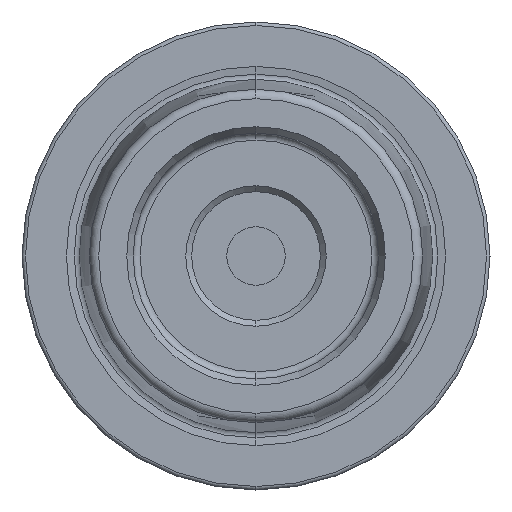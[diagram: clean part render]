
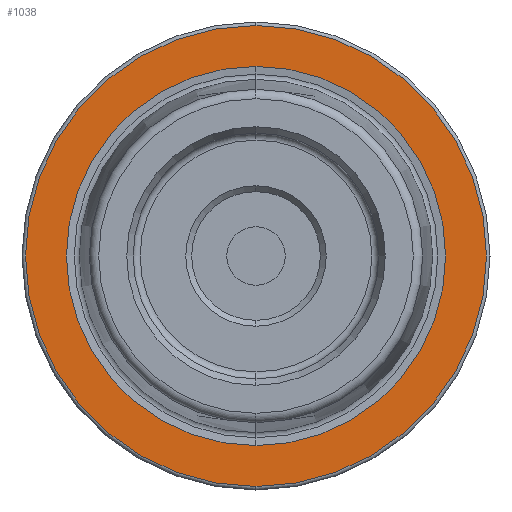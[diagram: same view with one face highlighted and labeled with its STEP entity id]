
A CAD part, left-side view. The second image highlights one B-rep face of the part: STEP entity #1038.
In plain terms, the highlighted planar face has unit normal (-1, 0, 0).
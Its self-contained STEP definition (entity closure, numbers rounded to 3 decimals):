
#85 = ORIENTED_EDGE ( 'NONE', *, *, #1554, .T. ) ;
#338 = CARTESIAN_POINT ( 'NONE',  ( 0., 19.7, 0. ) ) ;
#373 = DIRECTION ( 'NONE',  ( 0., 0., -1. ) ) ;
#581 = CIRCLE ( 'NONE', #3076, 16.207 ) ;
#589 = ORIENTED_EDGE ( 'NONE', *, *, #5404, .T. ) ;
#1038 = ADVANCED_FACE ( 'NONE', ( #3154, #5507 ), #5205, .F. ) ;
#1273 = AXIS2_PLACEMENT_3D ( 'NONE', #338, #3487, #373 ) ;
#1423 = DIRECTION ( 'NONE',  ( -1., 0., 0. ) ) ;
#1554 = EDGE_CURVE ( 'NONE', #3123, #2559, #2156, .T. ) ;
#1581 = CARTESIAN_POINT ( 'NONE',  ( 0., 0., 0. ) ) ;
#1775 = VERTEX_POINT ( 'NONE', #5079 ) ;
#1798 = DIRECTION ( 'NONE',  ( 0., 0., 1. ) ) ;
#1821 = DIRECTION ( 'NONE',  ( 0., 0., 1. ) ) ;
#2000 = ORIENTED_EDGE ( 'NONE', *, *, #2936, .F. ) ;
#2080 = AXIS2_PLACEMENT_3D ( 'NONE', #2650, #1423, #1821 ) ;
#2087 = DIRECTION ( 'NONE',  ( -1., 0., 0. ) ) ;
#2156 = CIRCLE ( 'NONE', #2080, 19.7 ) ;
#2479 = EDGE_LOOP ( 'NONE', ( #589, #85 ) ) ;
#2559 = VERTEX_POINT ( 'NONE', #3958 ) ;
#2572 = CARTESIAN_POINT ( 'NONE',  ( 0., 0., -16.207 ) ) ;
#2630 = DIRECTION ( 'NONE',  ( -1., 0., 0. ) ) ;
#2650 = CARTESIAN_POINT ( 'NONE',  ( 0., 0., 0. ) ) ;
#2732 = EDGE_LOOP ( 'NONE', ( #4603, #2000 ) ) ;
#2936 = EDGE_CURVE ( 'NONE', #4399, #1775, #3403, .T. ) ;
#3076 = AXIS2_PLACEMENT_3D ( 'NONE', #4036, #4461, #1798 ) ;
#3123 = VERTEX_POINT ( 'NONE', #3810 ) ;
#3154 = FACE_BOUND ( 'NONE', #2732, .T. ) ;
#3403 = CIRCLE ( 'NONE', #3938, 16.207 ) ;
#3487 = DIRECTION ( 'NONE',  ( 1., 0., 0. ) ) ;
#3810 = CARTESIAN_POINT ( 'NONE',  ( 0., 0., -19.7 ) ) ;
#3831 = DIRECTION ( 'NONE',  ( 0., 0., 1. ) ) ;
#3938 = AXIS2_PLACEMENT_3D ( 'NONE', #1581, #2087, #3831 ) ;
#3958 = CARTESIAN_POINT ( 'NONE',  ( 0., 0., 19.7 ) ) ;
#3986 = CIRCLE ( 'NONE', #4451, 19.7 ) ;
#4036 = CARTESIAN_POINT ( 'NONE',  ( 0., 0., 0. ) ) ;
#4127 = CARTESIAN_POINT ( 'NONE',  ( 0., 0., 0. ) ) ;
#4399 = VERTEX_POINT ( 'NONE', #2572 ) ;
#4448 = DIRECTION ( 'NONE',  ( 0., 0., 1. ) ) ;
#4451 = AXIS2_PLACEMENT_3D ( 'NONE', #4127, #2630, #4448 ) ;
#4461 = DIRECTION ( 'NONE',  ( -1., 0., 0. ) ) ;
#4603 = ORIENTED_EDGE ( 'NONE', *, *, #5155, .F. ) ;
#5079 = CARTESIAN_POINT ( 'NONE',  ( 0., 0., 16.207 ) ) ;
#5155 = EDGE_CURVE ( 'NONE', #1775, #4399, #581, .T. ) ;
#5205 = PLANE ( 'NONE',  #1273 ) ;
#5404 = EDGE_CURVE ( 'NONE', #2559, #3123, #3986, .T. ) ;
#5507 = FACE_OUTER_BOUND ( 'NONE', #2479, .T. ) ;
